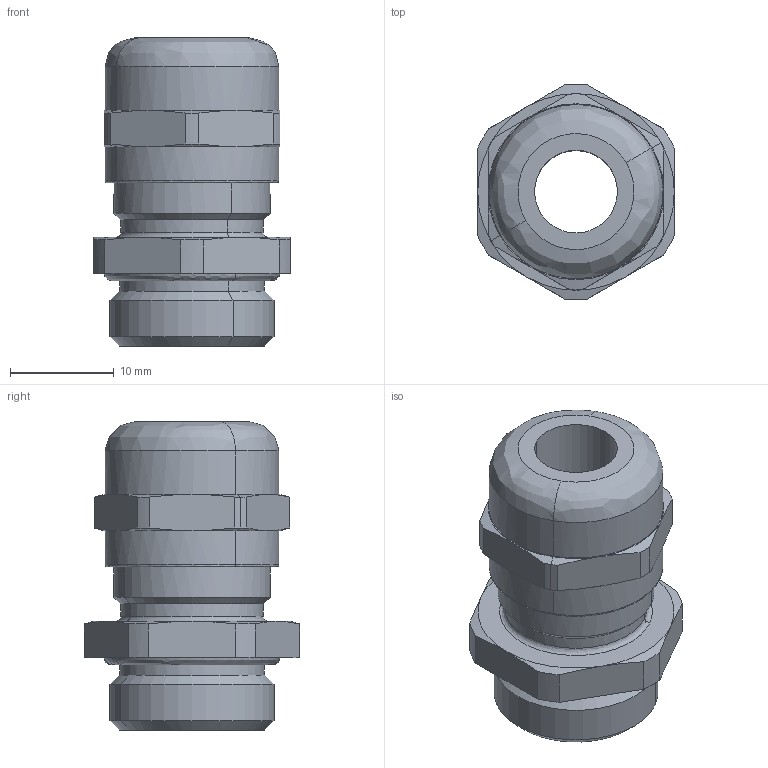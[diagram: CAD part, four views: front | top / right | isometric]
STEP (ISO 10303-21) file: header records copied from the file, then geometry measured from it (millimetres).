
FILE_DESCRIPTION(('CATIA V5R24 STEP','CAx-IF Rec.Pracs.--- Model Styling and Organization---1.2---2011-12-15'),'2;1');
FILE_NAME ('D1446440_0_1009850000_1009850000.stp','2018-01-18T10:45:27+00:00',('none'),('Weidmueller'),'CATIA Version 5-6 Release 2014 SP4 HF52','CATIA V5 STEP AP214','none');
FILE_SCHEMA(('AUTOMOTIVE_DESIGN { 1 0 10303 214 1 1 1 1 }'));
Length unit declared in the file: millimetre
Products named in the file (1): 1009850000_VGM16-SS_68_KB_4-8
Bounding box: 19 x 20.8 x 29.76 mm (x, y, z)
Volume: 4887.1 mm3; surface area: 2980.3 mm2
Topology: 1 solids, 1 shells, 86 faces, 214 edges, 138 vertices
Faces by surface type: cylinder 28, cone 28, plane 22, bspline 8
Entity records: 3072 total; most frequent: CARTESIAN_POINT 1171, ORIENTED_EDGE 428, DIRECTION 273, EDGE_CURVE 214, AXIS2_PLACEMENT_3D 140, VERTEX_POINT 138, EDGE_LOOP 96, ADVANCED_FACE 86
